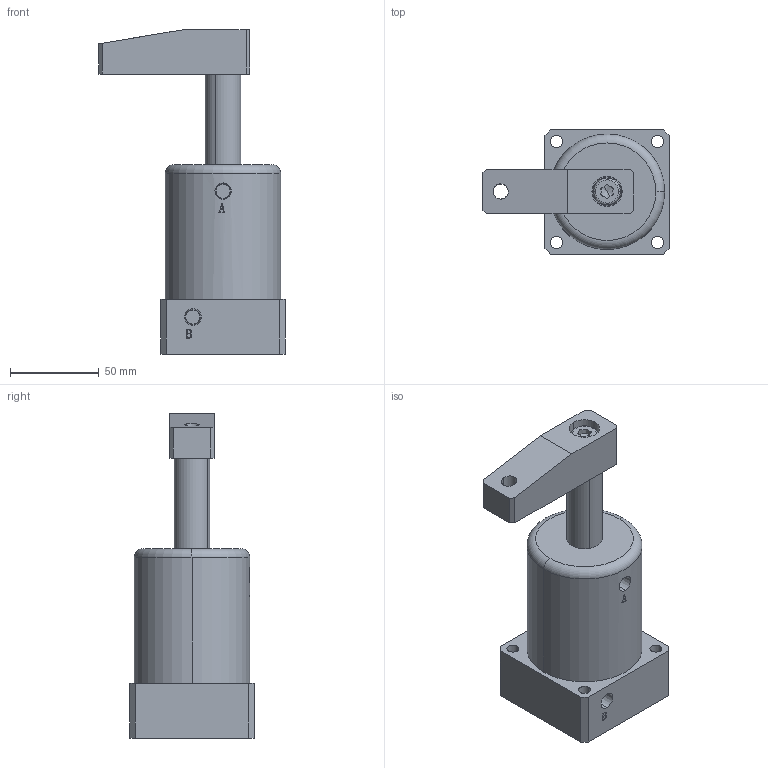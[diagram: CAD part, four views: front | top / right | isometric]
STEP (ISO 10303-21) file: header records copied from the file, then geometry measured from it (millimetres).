
FILE_DESCRIPTION (( 'STEP AP203' ), '1' );
FILE_NAME ('HASC-50S-E.STEP', '2019-10-14T10:29:32', ( '微软用户' ), ( '微软中国' ), 'SwSTEP 2.0', 'SolidWorks 2012', '' );
FILE_SCHEMA (( 'CONFIG_CONTROL_DESIGN' ));
Length unit declared in the file: millimetre
Products named in the file (5): HASC-50S-E活塞杆; HASC-50S等旋; HASC-50-E掛极; hex lobular socket head cap screws-4.8 gb_GB_HEXAGON_TYPE21 M10X25-25-N; HASC-50S-E
Assembly tree (4 placements, depth 2):
  HASC-50S-E
    HASC-50-E掛极
    HASC-50S-E活塞杆
    HASC-50S等旋
    hex lobular socket head cap screws-4.8 gb_GB_HEXAGON_TYPE21 M10X25-25-N
Bounding box: 105 x 70 x 183 mm (x, y, z)
Volume: 365958 mm3; surface area: 74950.9 mm2
Topology: 4 solids, 4 shells, 150 faces, 360 edges, 232 vertices
Faces by surface type: plane 73, cylinder 33, bspline 20, torus 12, cone 12
Entity records: 5779 total; most frequent: CARTESIAN_POINT 1825, ORIENTED_EDGE 712, DIRECTION 690, EDGE_CURVE 356, AXIS2_PLACEMENT_3D 247, VERTEX_POINT 232, VECTOR 196, LINE 196
